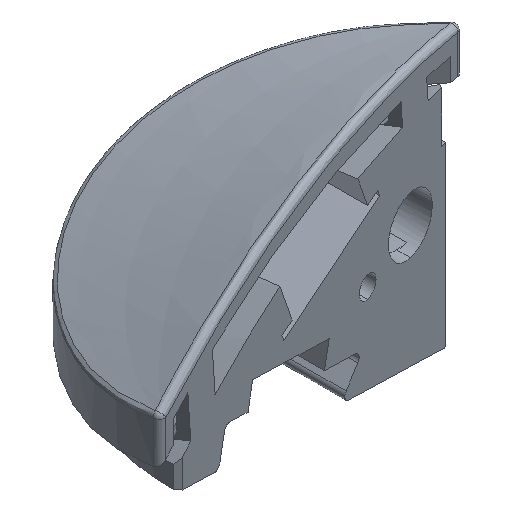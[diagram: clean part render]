
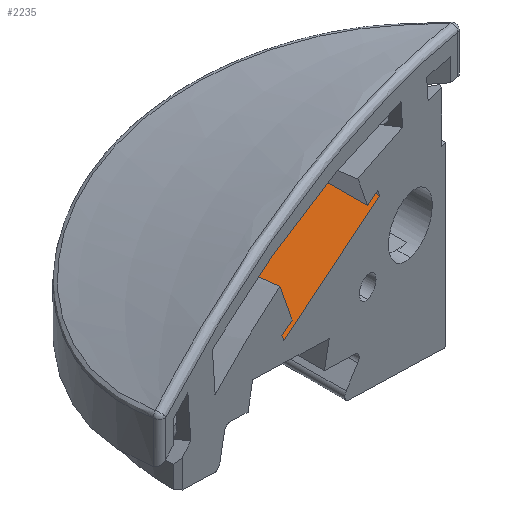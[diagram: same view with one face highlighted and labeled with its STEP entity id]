
A CAD part, isometric view. The second image highlights one B-rep face of the part: STEP entity #2235.
In plain terms, the highlighted planar face has unit normal (-0.375, 0, 0.927).
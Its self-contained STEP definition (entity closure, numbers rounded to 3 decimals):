
#32 = AXIS2_PLACEMENT_3D ( 'NONE', #1569, #2980, #1800 ) ;
#55 = VERTEX_POINT ( 'NONE', #3097 ) ;
#196 = CARTESIAN_POINT ( 'NONE',  ( -69.999, 4.303, 80.866 ) ) ;
#217 = CARTESIAN_POINT ( 'NONE',  ( -75.431, 6.132, 78.672 ) ) ;
#348 = ORIENTED_EDGE ( 'NONE', *, *, #3728, .T. ) ;
#417 = FACE_OUTER_BOUND ( 'NONE', #3550, .T. ) ;
#446 = CARTESIAN_POINT ( 'NONE',  ( -79.255, -12.87, 77.127 ) ) ;
#818 = CARTESIAN_POINT ( 'NONE',  ( -75.909, 6.204, 78.479 ) ) ;
#844 = CARTESIAN_POINT ( 'NONE',  ( -59.182, -3.437, 85.237 ) ) ;
#938 = EDGE_CURVE ( 'NONE', #3460, #1229, #2201, .T. ) ;
#1045 = EDGE_CURVE ( 'NONE', #55, #2500, #3334, .T. ) ;
#1229 = VERTEX_POINT ( 'NONE', #1988 ) ;
#1272 = DIRECTION ( 'NONE',  ( 0., 1., 0. ) ) ;
#1308 = EDGE_CURVE ( 'NONE', #3460, #55, #1736, .T. ) ;
#1365 = VECTOR ( 'NONE', #3297, 1000. ) ;
#1569 = CARTESIAN_POINT ( 'NONE',  ( -68.314, -12.87, 81.547 ) ) ;
#1617 = ORIENTED_EDGE ( 'NONE', *, *, #1308, .T. ) ;
#1618 = CARTESIAN_POINT ( 'NONE',  ( -68.314, 3.326, 81.547 ) ) ;
#1637 = CARTESIAN_POINT ( 'NONE',  ( -68.314, -12.87, 81.547 ) ) ;
#1652 = CARTESIAN_POINT ( 'NONE',  ( -69.147, 3.843, 81.211 ) ) ;
#1694 = CARTESIAN_POINT ( 'NONE',  ( -78.295, 6.342, 77.514 ) ) ;
#1736 = LINE ( 'NONE', #844, #3419 ) ;
#1787 = CARTESIAN_POINT ( 'NONE',  ( -79.255, -7.96, 77.127 ) ) ;
#1800 = DIRECTION ( 'NONE',  ( 0.927, 0., 0.375 ) ) ;
#1957 = CARTESIAN_POINT ( 'NONE',  ( -71.745, 5.1, 80.161 ) ) ;
#1988 = CARTESIAN_POINT ( 'NONE',  ( -79.255, 6.221, 77.127 ) ) ;
#2073 = CARTESIAN_POINT ( 'NONE',  ( -68.314, 3.326, 81.547 ) ) ;
#2134 = PLANE ( 'NONE',  #32 ) ;
#2201 = LINE ( 'NONE', #446, #3359 ) ;
#2235 = ADVANCED_FACE ( 'NONE', ( #417 ), #2134, .F. ) ;
#2237 = CARTESIAN_POINT ( 'NONE',  ( -72.639, 5.437, 79.799 ) ) ;
#2500 = VERTEX_POINT ( 'NONE', #2073 ) ;
#2585 = ORIENTED_EDGE ( 'NONE', *, *, #938, .F. ) ;
#2717 = B_SPLINE_CURVE_WITH_KNOTS ( 'NONE', 3,
 ( #1618, #1652, #196, #1957, #2237, #3648, #3686, #217, #818, #3629, #1694, #3142 ),
 .UNSPECIFIED., .F., .F.,
 ( 4, 2, 2, 2, 2, 4 ),
 ( 0., 0.003, 0.006, 0.008, 0.009, 0.012 ),
 .UNSPECIFIED. ) ;
#2980 = DIRECTION ( 'NONE',  ( 0.375, 0., -0.927 ) ) ;
#3097 = CARTESIAN_POINT ( 'NONE',  ( -68.314, -5.495, 81.547 ) ) ;
#3142 = CARTESIAN_POINT ( 'NONE',  ( -79.255, 6.221, 77.127 ) ) ;
#3187 = DIRECTION ( 'NONE',  ( 0.908, 0.205, 0.367 ) ) ;
#3297 = DIRECTION ( 'NONE',  ( 0., 1., 0. ) ) ;
#3334 = LINE ( 'NONE', #1637, #1365 ) ;
#3359 = VECTOR ( 'NONE', #1272, 1000. ) ;
#3419 = VECTOR ( 'NONE', #3187, 1000. ) ;
#3460 = VERTEX_POINT ( 'NONE', #1787 ) ;
#3550 = EDGE_LOOP ( 'NONE', ( #3670, #348, #2585, #1617 ) ) ;
#3629 = CARTESIAN_POINT ( 'NONE',  ( -77.339, 6.345, 77.901 ) ) ;
#3648 = CARTESIAN_POINT ( 'NONE',  ( -74.019, 5.832, 79.242 ) ) ;
#3670 = ORIENTED_EDGE ( 'NONE', *, *, #1045, .T. ) ;
#3686 = CARTESIAN_POINT ( 'NONE',  ( -74.485, 5.946, 79.054 ) ) ;
#3728 = EDGE_CURVE ( 'NONE', #2500, #1229, #2717, .T. ) ;
